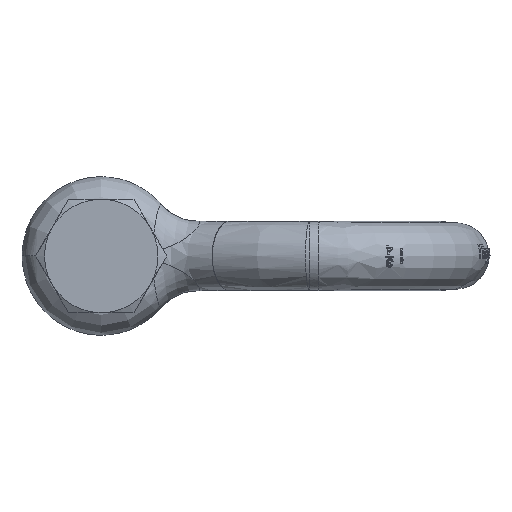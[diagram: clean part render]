
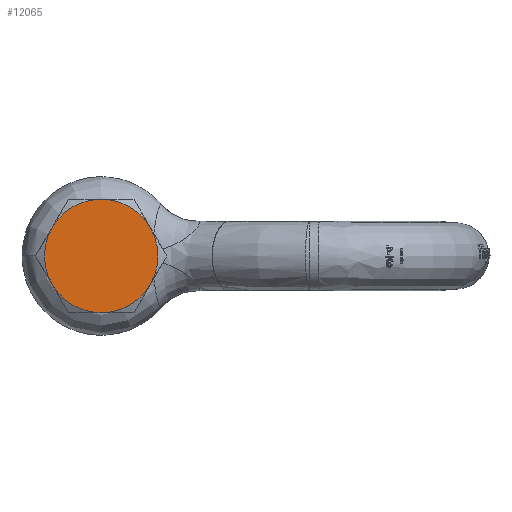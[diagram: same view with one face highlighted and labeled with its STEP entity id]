
A CAD part, left-side view. The second image highlights one B-rep face of the part: STEP entity #12065.
In plain terms, the highlighted planar face has unit normal (-1, 0, 0).
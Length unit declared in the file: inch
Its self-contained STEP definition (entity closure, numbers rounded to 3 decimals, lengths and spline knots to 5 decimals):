
#3908=CARTESIAN_POINT('',(-4.315,0.,0.));
#3909=DIRECTION('',(-1.,0.,0.));
#3910=DIRECTION('',(0.,0.,-1.));
#3911=AXIS2_PLACEMENT_3D('',#3908,#3909,#3910);
#3913=CARTESIAN_POINT('',(-4.315,0.,0.));
#3914=DIRECTION('',(-1.,0.,0.));
#3915=DIRECTION('',(0.,0.866,-0.5));
#3916=AXIS2_PLACEMENT_3D('',#3913,#3914,#3915);
#3918=CARTESIAN_POINT('',(-4.315,0.,0.));
#3919=DIRECTION('',(-1.,0.,0.));
#3920=DIRECTION('',(0.,0.866,0.5));
#3921=AXIS2_PLACEMENT_3D('',#3918,#3919,#3920);
#3923=CARTESIAN_POINT('',(-4.315,0.,0.));
#3924=DIRECTION('',(-1.,0.,0.));
#3925=DIRECTION('',(0.,0.,1.));
#3926=AXIS2_PLACEMENT_3D('',#3923,#3924,#3925);
#3928=CARTESIAN_POINT('',(-4.315,0.,0.));
#3929=DIRECTION('',(-1.,0.,0.));
#3930=DIRECTION('',(0.,-0.866,0.5));
#3931=AXIS2_PLACEMENT_3D('',#3928,#3929,#3930);
#3933=CARTESIAN_POINT('',(-4.315,0.,0.));
#3934=DIRECTION('',(-1.,0.,0.));
#3935=DIRECTION('',(0.,-0.866,-0.5));
#3936=AXIS2_PLACEMENT_3D('',#3933,#3934,#3935);
#6290=CARTESIAN_POINT('',(-4.315,0.,-1.5));
#6291=CARTESIAN_POINT('',(-4.315,-1.29904,-0.75));
#6292=VERTEX_POINT('',#6290);
#6293=VERTEX_POINT('',#6291);
#6294=CARTESIAN_POINT('',(-4.315,-1.29904,0.75));
#6295=VERTEX_POINT('',#6294);
#6296=CARTESIAN_POINT('',(-4.315,0.,1.5));
#6297=VERTEX_POINT('',#6296);
#6298=CARTESIAN_POINT('',(-4.315,1.29904,0.75));
#6299=VERTEX_POINT('',#6298);
#6300=CARTESIAN_POINT('',(-4.315,1.29904,-0.75));
#6301=VERTEX_POINT('',#6300);
#12049=CARTESIAN_POINT('',(-4.315,0.,0.));
#12050=DIRECTION('',(-1.,0.,0.));
#12051=DIRECTION('',(0.,0.,1.));
#12052=AXIS2_PLACEMENT_3D('',#12049,#12050,#12051);
#12053=PLANE('',#12052);
#12054=ORIENTED_EDGE('',*,*,#12017,.F.);
#12056=ORIENTED_EDGE('',*,*,#12055,.F.);
#12058=ORIENTED_EDGE('',*,*,#12057,.F.);
#12060=ORIENTED_EDGE('',*,*,#12059,.F.);
#12061=ORIENTED_EDGE('',*,*,#12044,.F.);
#12062=ORIENTED_EDGE('',*,*,#12030,.F.);
#12063=EDGE_LOOP('',(#12054,#12056,#12058,#12060,#12061,#12062));
#12064=FACE_OUTER_BOUND('',#12063,.F.);
#12065=ADVANCED_FACE('',(#12064),#12053,.T.);
#3912=CIRCLE('',#3911,1.5);
#3917=CIRCLE('',#3916,1.5);
#3922=CIRCLE('',#3921,1.5);
#3927=CIRCLE('',#3926,1.5);
#3932=CIRCLE('',#3931,1.5);
#3937=CIRCLE('',#3936,1.5);
#12017=EDGE_CURVE('',#6292,#6293,#3912,.T.);
#12030=EDGE_CURVE('',#6293,#6295,#3937,.T.);
#12044=EDGE_CURVE('',#6295,#6297,#3932,.T.);
#12055=EDGE_CURVE('',#6301,#6292,#3917,.T.);
#12057=EDGE_CURVE('',#6299,#6301,#3922,.T.);
#12059=EDGE_CURVE('',#6297,#6299,#3927,.T.);
